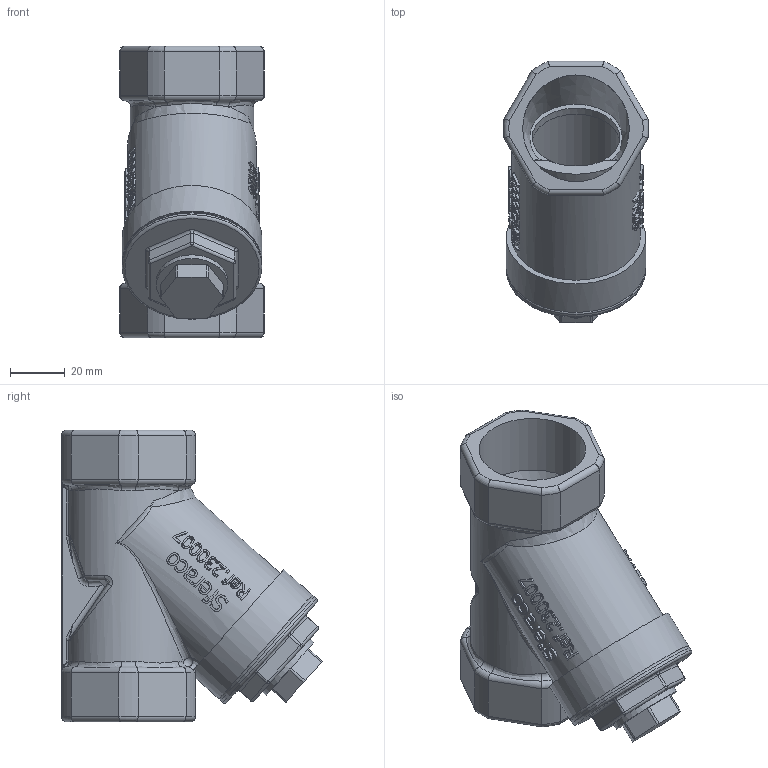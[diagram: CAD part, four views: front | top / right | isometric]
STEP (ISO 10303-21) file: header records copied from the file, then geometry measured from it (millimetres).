
FILE_DESCRIPTION(/* description */ ('230007'),/* implementation_level */ '2;1');
FILE_NAME(/* name */ '230007.stp',/* time_stamp */ '2015-10-08T13:35:18+02:00',/* author */ ('jmorand'),/* organization */ ('Sferaco'),/* preprocessor_version */ 'ST-DEVELOPER v16.1',/* originating_system */ 'Autodesk Inventor 2016',/* authorisation */ '');
FILE_SCHEMA (('AUTOMOTIVE_DESIGN { 1 0 10303 214 3 1 1 }'));
Length unit declared in the file: millimetre
Products named in the file (1): 230007_bd
Bounding box: 52.95 x 95.36 x 106.5 mm (x, y, z)
Volume: 128068.3 mm3; surface area: 56408.7 mm2
Topology: 1 solids, 1 shells, 700 faces, 1805 edges, 1143 vertices
Faces by surface type: bspline 273, plane 227, cylinder 138, torus 52, sphere 10
Full cylindrical faces by diameter (mm): 18.631 x1, 26 x1, 32 x1, 35 x1, 36 x1, 37 x1, 38 x1, 38.952 x2, 51 x2
Entity records: 29845 total; most frequent: CARTESIAN_POINT 13910, ORIENTED_EDGE 3540, DIRECTION 2443, EDGE_CURVE 1770, VERTEX_POINT 1135, AXIS2_PLACEMENT_3D 849, EDGE_LOOP 767, LINE 745
